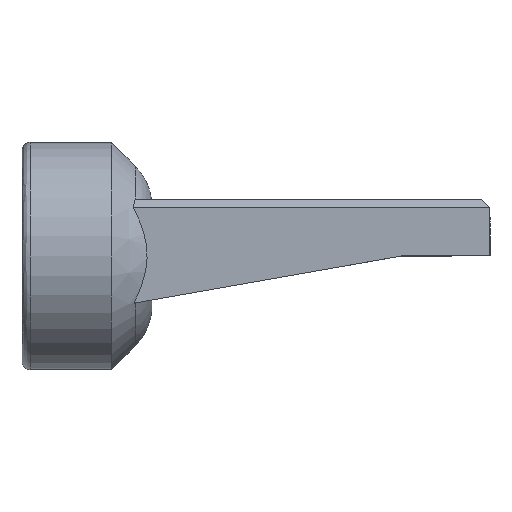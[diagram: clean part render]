
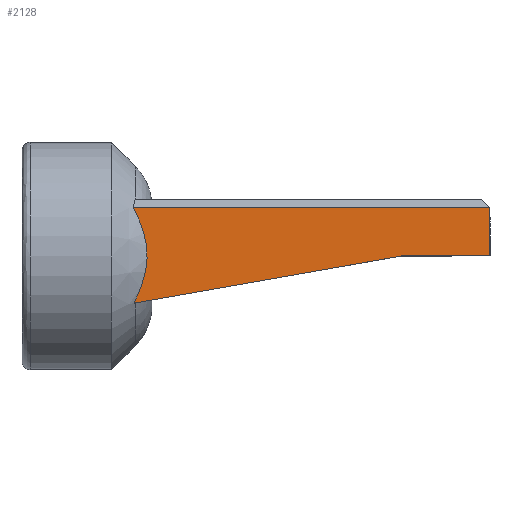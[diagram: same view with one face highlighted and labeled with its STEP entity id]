
A CAD part, left-side view. The second image highlights one B-rep face of the part: STEP entity #2128.
In plain terms, the highlighted planar face has unit normal (-1, 0, 0).
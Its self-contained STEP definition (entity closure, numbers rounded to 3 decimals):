
#163 = ORIENTED_EDGE ( 'NONE', *, *, #333, .F. ) ;
#179 = EDGE_CURVE ( 'NONE', #1743, #1900, #1038, .T. ) ;
#251 = DIRECTION ( 'NONE',  ( 0., -1., 0. ) ) ;
#333 = EDGE_CURVE ( 'NONE', #2897, #2282, #3435, .T. ) ;
#445 = LINE ( 'NONE', #5462, #5518 ) ;
#628 = CARTESIAN_POINT ( 'NONE',  ( -1.8, 36.918, 6.542 ) ) ;
#684 = EDGE_CURVE ( 'NONE', #5314, #2282, #1041, .T. ) ;
#695 = CARTESIAN_POINT ( 'NONE',  ( -1.8, 37.16, 7. ) ) ;
#959 = VECTOR ( 'NONE', #5417, 1000. ) ;
#1038 = LINE ( 'NONE', #2976, #959 ) ;
#1041 = LINE ( 'NONE', #2770, #4126 ) ;
#1087 = AXIS2_PLACEMENT_3D ( 'NONE', #6069, #3084, #3555 ) ;
#1146 = CARTESIAN_POINT ( 'NONE',  ( -1.8, 36.477, 5.335 ) ) ;
#1152 = PLANE ( 'NONE',  #1087 ) ;
#1264 = CARTESIAN_POINT ( 'NONE',  ( -1.8, 15.2, 7. ) ) ;
#1320 = CARTESIAN_POINT ( 'NONE',  ( -1.8, 20.671, 4. ) ) ;
#1743 = VERTEX_POINT ( 'NONE', #1320 ) ;
#1900 = VERTEX_POINT ( 'NONE', #6302 ) ;
#2017 = ORIENTED_EDGE ( 'NONE', *, *, #179, .F. ) ;
#2128 = ADVANCED_FACE ( 'NONE', ( #2232 ), #1152, .F. ) ;
#2232 = FACE_OUTER_BOUND ( 'NONE', #5011, .T. ) ;
#2282 = VERTEX_POINT ( 'NONE', #3626 ) ;
#2290 = ORIENTED_EDGE ( 'NONE', *, *, #6236, .F. ) ;
#2299 = DIRECTION ( 'NONE',  ( 0., 0., 1. ) ) ;
#2598 = CARTESIAN_POINT ( 'NONE',  ( -1.8, 37.107, 1.102 ) ) ;
#2635 = CARTESIAN_POINT ( 'NONE',  ( -1.8, 36.391, 3.028 ) ) ;
#2770 = CARTESIAN_POINT ( 'NONE',  ( -1.8, 15.2, 0. ) ) ;
#2800 = B_SPLINE_CURVE_WITH_KNOTS ( 'NONE', 3,
 ( #2598, #4582, #6045, #3549, #2635, #3079, #6125, #5076, #4080, #6102, #1146, #3097, #628, #5564 ),
 .UNSPECIFIED., .F., .F.,
 ( 4, 2, 2, 2, 2, 2, 4 ),
 ( 0., 0.002, 0.002, 0.003, 0.004, 0.005, 0.006 ),
 .UNSPECIFIED. ) ;
#2897 = VERTEX_POINT ( 'NONE', #695 ) ;
#2976 = CARTESIAN_POINT ( 'NONE',  ( -1.8, 20.671, 4. ) ) ;
#3027 = CARTESIAN_POINT ( 'NONE',  ( -1.8, 15.2, 4. ) ) ;
#3079 = CARTESIAN_POINT ( 'NONE',  ( -1.8, 36.315, 3.543 ) ) ;
#3084 = DIRECTION ( 'NONE',  ( 1., 0., 0. ) ) ;
#3097 = CARTESIAN_POINT ( 'NONE',  ( -1.8, 36.707, 6.072 ) ) ;
#3228 = EDGE_CURVE ( 'NONE', #1900, #2897, #2800, .T. ) ;
#3435 = LINE ( 'NONE', #1264, #5946 ) ;
#3549 = CARTESIAN_POINT ( 'NONE',  ( -1.8, 36.448, 2.775 ) ) ;
#3555 = DIRECTION ( 'NONE',  ( 0., 0., -1. ) ) ;
#3626 = CARTESIAN_POINT ( 'NONE',  ( -1.8, 15.2, 7. ) ) ;
#4080 = CARTESIAN_POINT ( 'NONE',  ( -1.8, 36.327, 4.57 ) ) ;
#4126 = VECTOR ( 'NONE', #2299, 1000. ) ;
#4259 = DIRECTION ( 'NONE',  ( 0., 1., 0. ) ) ;
#4403 = ORIENTED_EDGE ( 'NONE', *, *, #684, .T. ) ;
#4582 = CARTESIAN_POINT ( 'NONE',  ( -1.8, 36.869, 1.562 ) ) ;
#5011 = EDGE_LOOP ( 'NONE', ( #6239, #2017, #2290, #4403, #163 ) ) ;
#5076 = CARTESIAN_POINT ( 'NONE',  ( -1.8, 36.303, 4.313 ) ) ;
#5314 = VERTEX_POINT ( 'NONE', #3027 ) ;
#5417 = DIRECTION ( 'NONE',  ( 0., 0.985, -0.174 ) ) ;
#5462 = CARTESIAN_POINT ( 'NONE',  ( -1.8, 15.2, 4. ) ) ;
#5518 = VECTOR ( 'NONE', #4259, 1000. ) ;
#5564 = CARTESIAN_POINT ( 'NONE',  ( -1.8, 37.16, 7. ) ) ;
#5946 = VECTOR ( 'NONE', #251, 1000. ) ;
#6045 = CARTESIAN_POINT ( 'NONE',  ( -1.8, 36.665, 2.035 ) ) ;
#6069 = CARTESIAN_POINT ( 'NONE',  ( -1.8, 15.2, 0. ) ) ;
#6102 = CARTESIAN_POINT ( 'NONE',  ( -1.8, 36.414, 5.082 ) ) ;
#6125 = CARTESIAN_POINT ( 'NONE',  ( -1.8, 36.297, 3.8 ) ) ;
#6236 = EDGE_CURVE ( 'NONE', #5314, #1743, #445, .T. ) ;
#6239 = ORIENTED_EDGE ( 'NONE', *, *, #3228, .F. ) ;
#6302 = CARTESIAN_POINT ( 'NONE',  ( -1.8, 37.107, 1.102 ) ) ;
